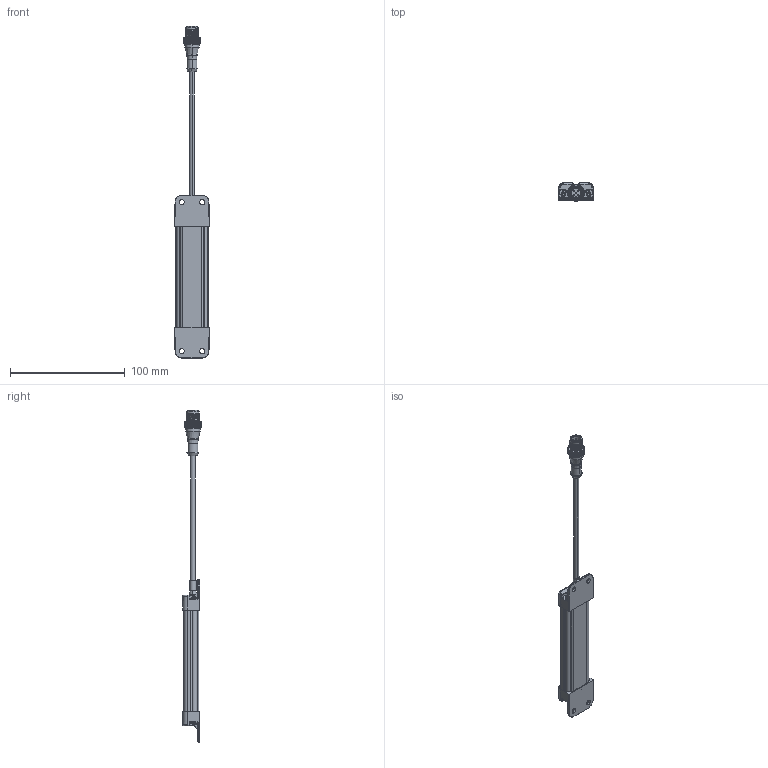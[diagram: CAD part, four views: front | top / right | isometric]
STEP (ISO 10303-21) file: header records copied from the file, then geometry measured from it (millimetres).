
FILE_DESCRIPTION((''),'2;1');
FILE_NAME('232791_SM01_ASM','2023-01-19T11:36:40',('PDMAdmin'),('BANNER ENGINEERING'),'CREO PARAMETRIC BY PTC INC, 2019292','CREO PARAMETRIC BY PTC INC, 2019292','');
FILE_SCHEMA(('CONFIG_CONTROL_DESIGN'));
Products named in the file (2): 232791_EP01; 232791_SM01_ASM
Assembly tree (1 placements, depth 2):
  232791_SM01_ASM
    232791_EP01
Bounding box: 30 x 16.15 x 289.6 mm (x, y, z)
Volume: 45812.7 mm3; surface area: 18187.7 mm2
Topology: 1 solids, 2 shells, 2481 faces, 5723 edges, 3263 vertices
Faces by surface type: bspline 1358, cylinder 645, plane 326, cone 82, torus 50, sphere 18, revolution 2
Entity records: 103946 total; most frequent: CARTESIAN_POINT 59796, ORIENTED_EDGE 11418, EDGE_CURVE 5709, DIRECTION 4951, B_SPLINE_CURVE_WITH_KNOTS 3766, VERTEX_POINT 3263, EDGE_LOOP 2522, FACE_OUTER_BOUND 2481
